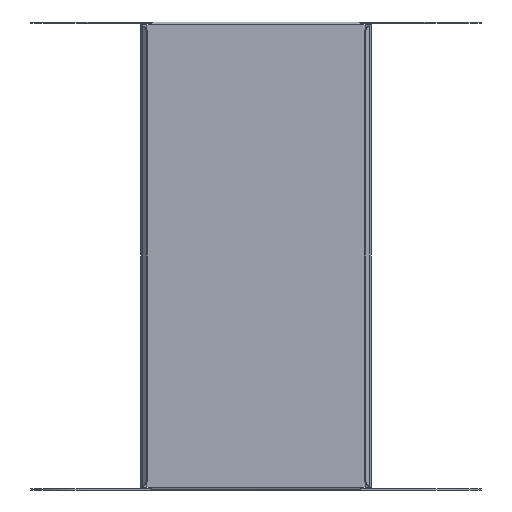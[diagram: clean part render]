
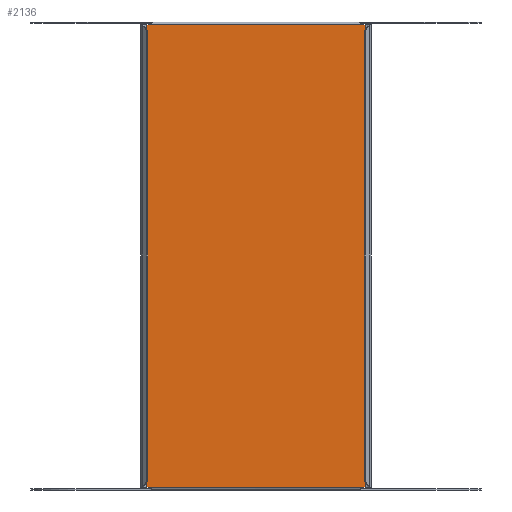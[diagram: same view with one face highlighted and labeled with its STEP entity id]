
A CAD part, front view. The second image highlights one B-rep face of the part: STEP entity #2136.
In plain terms, the highlighted planar face has unit normal (0, -1, 0).
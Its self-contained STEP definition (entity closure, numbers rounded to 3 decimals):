
#383=DIRECTION('',(-1.,0.,0.));
#384=VECTOR('',#383,180.999);
#385=CARTESIAN_POINT('',(90.5,0.,-147.75));
#386=LINE('',#385,#384);
#398=CARTESIAN_POINT('',(90.5,0.,-147.75));
#417=CARTESIAN_POINT('',(-91.75,0.,250.75));
#418=DIRECTION('',(0.,1.,0.));
#419=DIRECTION('',(0.385,0.,-0.923));
#420=AXIS2_PLACEMENT_3D('',#417,#418,#419);
#422=CARTESIAN_POINT('',(91.75,0.,250.75));
#423=DIRECTION('',(0.,1.,0.));
#424=DIRECTION('',(0.,0.,-1.));
#425=AXIS2_PLACEMENT_3D('',#422,#423,#424);
#427=CARTESIAN_POINT('',(91.75,0.,-150.75));
#428=DIRECTION('',(0.,1.,0.));
#429=DIRECTION('',(-0.385,0.,0.923));
#430=AXIS2_PLACEMENT_3D('',#427,#428,#429);
#432=CARTESIAN_POINT('',(-91.75,0.,-150.75));
#433=DIRECTION('',(0.,1.,0.));
#434=DIRECTION('',(0.,0.,1.));
#435=AXIS2_PLACEMENT_3D('',#432,#433,#434);
#442=DIRECTION('',(0.,0.,-1.));
#443=VECTOR('',#442,395.);
#444=CARTESIAN_POINT('',(-93.25,0.,247.5));
#445=LINE('',#444,#443);
#451=DIRECTION('',(1.,0.,0.));
#452=VECTOR('',#451,1.5);
#453=CARTESIAN_POINT('',(-93.25,0.,247.5));
#454=LINE('',#453,#452);
#521=DIRECTION('',(-1.,0.,0.));
#522=VECTOR('',#521,1.5);
#523=CARTESIAN_POINT('',(-91.75,0.,-147.5));
#524=LINE('',#523,#522);
#590=DIRECTION('',(0.,0.,1.));
#591=VECTOR('',#590,395.);
#592=CARTESIAN_POINT('',(93.25,0.,-147.5));
#593=LINE('',#592,#591);
#609=DIRECTION('',(1.,0.,0.));
#610=VECTOR('',#609,1.5);
#611=CARTESIAN_POINT('',(91.75,0.,247.5));
#612=LINE('',#611,#610);
#650=DIRECTION('',(1.,0.,0.));
#651=VECTOR('',#650,181.);
#652=CARTESIAN_POINT('',(-90.5,0.,247.75));
#653=LINE('',#652,#651);
#1076=DIRECTION('',(-1.,0.,0.));
#1077=VECTOR('',#1076,1.5);
#1078=CARTESIAN_POINT('',(93.25,0.,-147.5));
#1079=LINE('',#1078,#1077);
#1291=VERTEX_POINT('',#398);
#1293=CARTESIAN_POINT('',(-90.5,0.,
-147.75));
#1294=VERTEX_POINT('',#1293);
#1295=CARTESIAN_POINT('',(-91.75,0.,-147.5));
#1296=CARTESIAN_POINT('',(-93.25,0.,-147.5));
#1297=VERTEX_POINT('',#1295);
#1298=VERTEX_POINT('',#1296);
#1299=CARTESIAN_POINT('',(93.25,0.,-147.5));
#1300=CARTESIAN_POINT('',(91.75,0.,-147.5));
#1301=VERTEX_POINT('',#1299);
#1302=VERTEX_POINT('',#1300);
#1405=CARTESIAN_POINT('',(-90.5,0.,247.75));
#1406=CARTESIAN_POINT('',(90.5,0.,247.75));
#1407=VERTEX_POINT('',#1405);
#1408=VERTEX_POINT('',#1406);
#1413=CARTESIAN_POINT('',(91.75,0.,247.5));
#1415=VERTEX_POINT('',#1413);
#1447=CARTESIAN_POINT('',(-91.75,0.,247.5));
#1448=VERTEX_POINT('',#1447);
#1475=CARTESIAN_POINT('',(93.25,0.,247.5));
#1477=VERTEX_POINT('',#1475);
#1483=CARTESIAN_POINT('',(-93.25,0.,247.5));
#1484=VERTEX_POINT('',#1483);
#2106=CARTESIAN_POINT('',(-112.672,0.,398.072));
#2107=DIRECTION('',(0.,-1.,0.));
#2108=DIRECTION('',(1.,0.,0.));
#2109=AXIS2_PLACEMENT_3D('',#2106,#2107,#2108);
#2110=PLANE('',#2109);
#2112=ORIENTED_EDGE('',*,*,#2111,.F.);
#2114=ORIENTED_EDGE('',*,*,#2113,.T.);
#2116=ORIENTED_EDGE('',*,*,#2115,.F.);
#2118=ORIENTED_EDGE('',*,*,#2117,.T.);
#2120=ORIENTED_EDGE('',*,*,#2119,.F.);
#2122=ORIENTED_EDGE('',*,*,#2121,.T.);
#2124=ORIENTED_EDGE('',*,*,#2123,.F.);
#2126=ORIENTED_EDGE('',*,*,#2125,.T.);
#2128=ORIENTED_EDGE('',*,*,#2127,.F.);
#2129=ORIENTED_EDGE('',*,*,#2098,.T.);
#2131=ORIENTED_EDGE('',*,*,#2130,.F.);
#2133=ORIENTED_EDGE('',*,*,#2132,.T.);
#2134=EDGE_LOOP('',(#2112,#2114,#2116,#2118,#2120,#2122,#2124,#2126,#2128,#2129,
#2131,#2133));
#2135=FACE_OUTER_BOUND('',#2134,.F.);
#2136=ADVANCED_FACE('',(#2135),#2110,.T.);
#421=CIRCLE('',#420,3.25);
#426=CIRCLE('',#425,3.25);
#431=CIRCLE('',#430,3.25);
#436=CIRCLE('',#435,3.25);
#2098=EDGE_CURVE('',#1291,#1294,#386,.T.);
#2111=EDGE_CURVE('',#1484,#1298,#445,.T.);
#2113=EDGE_CURVE('',#1484,#1448,#454,.T.);
#2115=EDGE_CURVE('',#1407,#1448,#421,.T.);
#2117=EDGE_CURVE('',#1407,#1408,#653,.T.);
#2119=EDGE_CURVE('',#1415,#1408,#426,.T.);
#2121=EDGE_CURVE('',#1415,#1477,#612,.T.);
#2123=EDGE_CURVE('',#1301,#1477,#593,.T.);
#2125=EDGE_CURVE('',#1301,#1302,#1079,.T.);
#2127=EDGE_CURVE('',#1291,#1302,#431,.T.);
#2130=EDGE_CURVE('',#1297,#1294,#436,.T.);
#2132=EDGE_CURVE('',#1297,#1298,#524,.T.);
